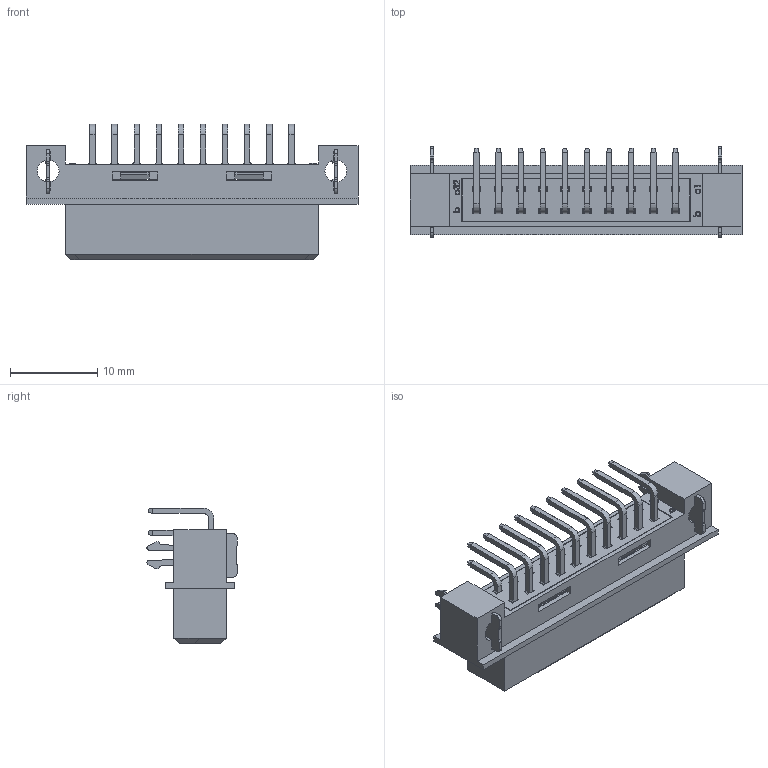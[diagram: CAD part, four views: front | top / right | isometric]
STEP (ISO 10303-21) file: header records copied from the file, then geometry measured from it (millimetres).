
FILE_DESCRIPTION( ('This file contains a STEP AP42 implementation' ,'as created by ZW3D STEP Interface translator.') ,'2;1' );
FILE_NAME( '3410-210BFRXXNAX.stp' ,'23 926.1423 1', (''), ('ZWCAD Software Co.'), 'Version 1.0', 'ZW3D to STEP translator', '' );
FILE_SCHEMA(('AUTOMOTIVE_DESIGN { 1 0 10303 214 1 1 1 1 }'));
Length unit declared in the file: millimetre
Products named in the file (1): 0
Bounding box: 38.12 x 10.35 x 15.58 mm (x, y, z)
Volume: 2107.3 mm3; surface area: 3645.4 mm2
Topology: 1 solids, 1 shells, 2286 faces, 6929 edges, 4490 vertices
Faces by surface type: plane 1584, cylinder 632, bspline 70
Full cylindrical faces by diameter (mm): 0.65 x4
Entity records: 83225 total; most frequent: CARTESIAN_POINT 17928, ORIENTED_EDGE 13858, DIRECTION 12379, EDGE_CURVE 6929, VECTOR 5289, LINE 5289, VERTEX_POINT 4490, AXIS2_PLACEMENT_3D 3545
